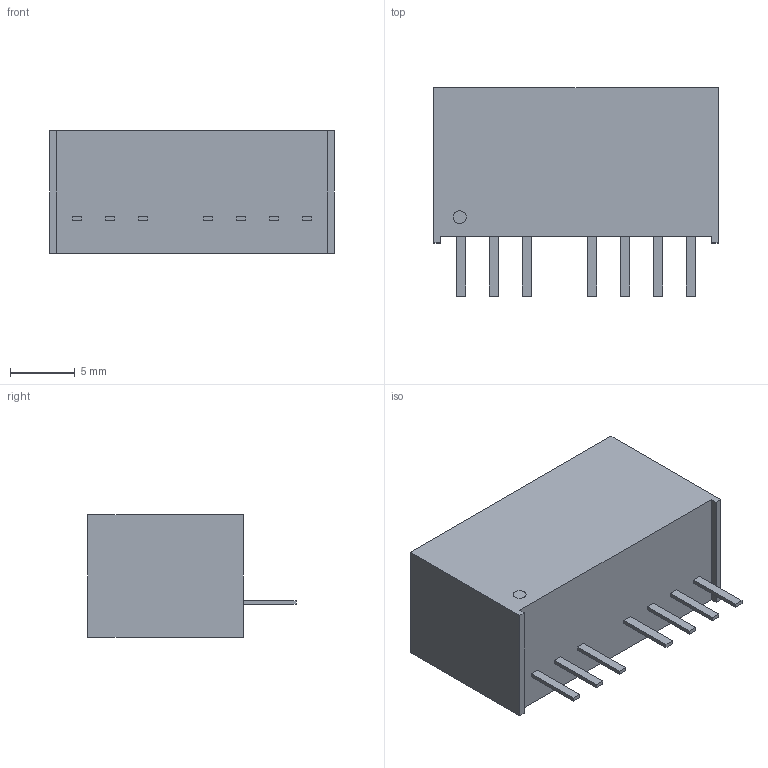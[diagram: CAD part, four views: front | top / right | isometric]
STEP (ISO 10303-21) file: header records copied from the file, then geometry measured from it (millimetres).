
FILE_DESCRIPTION (( 'STEP AP214' ), '1' );
FILE_NAME ('URB2403S-10WR3.STEP', '2022-10-03T08:15:01', ( '' ), ( '' ), 'SwSTEP 2.0', 'SolidWorks 2017', '' );
FILE_SCHEMA (( 'AUTOMOTIVE_DESIGN' ));
Length unit declared in the file: millimetre
Products named in the file (2): URB2403S-10WR3
Assembly tree (1 placements, depth 2):
  URB2403S-10WR3
    URB2403S-10WR3
Bounding box: 22 x 16.1 x 9.5 mm (x, y, z)
Volume: 2415 mm3; surface area: 1232.7 mm2
Topology: 9 solids, 9 shells, 59 faces, 120 edges, 80 vertices
Faces by surface type: plane 55, cylinder 4
Entity records: 1660 total; most frequent: CARTESIAN_POINT 263, DIRECTION 254, ORIENTED_EDGE 240, EDGE_CURVE 120, LINE 112, VECTOR 112, VERTEX_POINT 80, AXIS2_PLACEMENT_3D 71
